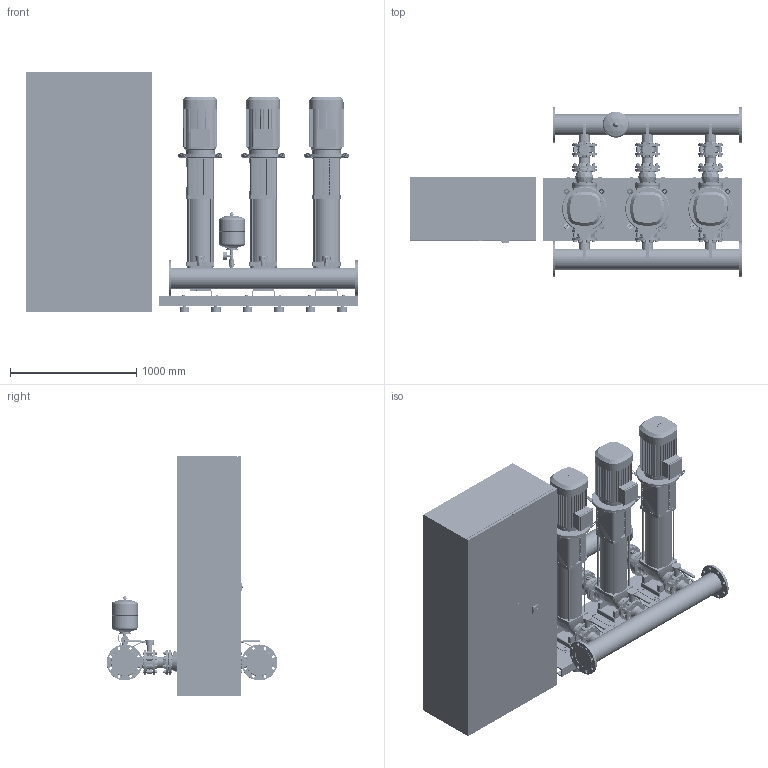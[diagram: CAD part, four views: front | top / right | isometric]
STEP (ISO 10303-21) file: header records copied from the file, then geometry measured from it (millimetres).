
FILE_DESCRIPTION((''),'2;1');
FILE_NAME('3d_COR-3HELIXV5205_2_K_CC-02-2530723.stp','2016-01-22T14:09:35',(''),(''),'Mechanical Desktop 2009','Mechanical Desktop 2009',', , ');
FILE_SCHEMA(('CONFIG_CONTROL_DESIGN'));
Length unit declared in the file: millimetre
Products named in the file (1): Product
Bounding box: 2630 x 1351 x 1900 mm (x, y, z)
Volume: 1268221981.9 mm3; surface area: 25144880 mm2
Topology: 284 solids, 284 shells, 9258 faces, 23152 edges, 14933 vertices
Faces by surface type: bspline 3871, plane 2557, cylinder 2023, torus 477, cone 280, sphere 50
Entity records: 321134 total; most frequent: CARTESIAN_POINT 105651, ORIENTED_EDGE 46208, DIRECTION 41109, EDGE_CURVE 23104, VERTEX_POINT 14932, AXIS2_PLACEMENT_3D 13801, VECTOR 13507, LINE 13507
